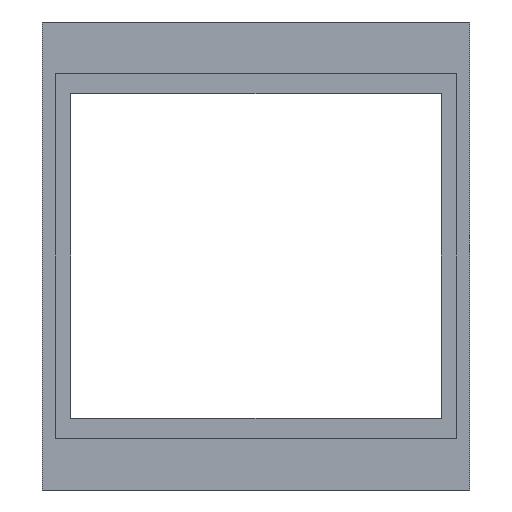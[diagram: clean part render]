
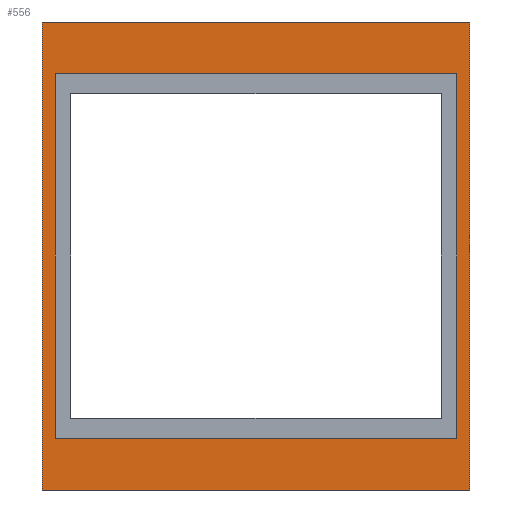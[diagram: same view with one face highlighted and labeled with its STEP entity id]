
A CAD part, front view. The second image highlights one B-rep face of the part: STEP entity #556.
In plain terms, the highlighted planar face has unit normal (0, -1, 0).
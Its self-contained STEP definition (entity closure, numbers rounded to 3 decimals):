
#542=AXIS2_PLACEMENT_3D('Plane Axis2P3D',#539,#540,#541) ;
#203=CARTESIAN_POINT('Vertex',(-52.25,224.,66.723)) ;
#206=CARTESIAN_POINT('Line Origine',(0.,224.,66.723)) ;
#210=CARTESIAN_POINT('Vertex',(52.25,224.,66.723)) ;
#250=CARTESIAN_POINT('Vertex',(52.25,224.,-47.577)) ;
#253=CARTESIAN_POINT('Line Origine',(0.,224.,-47.577)) ;
#257=CARTESIAN_POINT('Vertex',(-52.25,224.,-47.577)) ;
#319=CARTESIAN_POINT('Line Origine',(-52.25,224.,9.573)) ;
#343=CARTESIAN_POINT('Line Origine',(52.25,224.,9.573)) ;
#424=CARTESIAN_POINT('Vertex',(-49.,224.,-34.927)) ;
#427=CARTESIAN_POINT('Line Origine',(0.,224.,-34.927)) ;
#431=CARTESIAN_POINT('Vertex',(49.,224.,-34.927)) ;
#462=CARTESIAN_POINT('Vertex',(49.,224.,54.073)) ;
#465=CARTESIAN_POINT('Line Origine',(0.,224.,54.073)) ;
#469=CARTESIAN_POINT('Vertex',(-49.,224.,54.073)) ;
#496=CARTESIAN_POINT('Line Origine',(-49.,224.,9.573)) ;
#520=CARTESIAN_POINT('Line Origine',(49.,224.,9.573)) ;
#539=CARTESIAN_POINT('Axis2P3D Location',(0.,224.,66.723)) ;
#207=DIRECTION('Vector Direction',(1.,0.,0.)) ;
#254=DIRECTION('Vector Direction',(1.,0.,0.)) ;
#320=DIRECTION('Vector Direction',(0.,0.,1.)) ;
#344=DIRECTION('Vector Direction',(0.,0.,-1.)) ;
#428=DIRECTION('Vector Direction',(1.,0.,0.)) ;
#466=DIRECTION('Vector Direction',(1.,0.,0.)) ;
#497=DIRECTION('Vector Direction',(0.,0.,-1.)) ;
#521=DIRECTION('Vector Direction',(0.,0.,-1.)) ;
#540=DIRECTION('Axis2P3D Direction',(0.,-1.,0.)) ;
#541=DIRECTION('Axis2P3D XDirection',(0.,0.,-1.)) ;
#208=VECTOR('Line Direction',#207,1.) ;
#255=VECTOR('Line Direction',#254,1.) ;
#321=VECTOR('Line Direction',#320,1.) ;
#345=VECTOR('Line Direction',#344,1.) ;
#429=VECTOR('Line Direction',#428,1.) ;
#467=VECTOR('Line Direction',#466,1.) ;
#498=VECTOR('Line Direction',#497,1.) ;
#522=VECTOR('Line Direction',#521,1.) ;
#545=ORIENTED_EDGE('',*,*,#259,.T.) ;
#546=ORIENTED_EDGE('',*,*,#347,.F.) ;
#547=ORIENTED_EDGE('',*,*,#212,.F.) ;
#548=ORIENTED_EDGE('',*,*,#323,.T.) ;
#551=ORIENTED_EDGE('',*,*,#524,.T.) ;
#552=ORIENTED_EDGE('',*,*,#433,.F.) ;
#553=ORIENTED_EDGE('',*,*,#500,.F.) ;
#554=ORIENTED_EDGE('',*,*,#471,.T.) ;
#555=FACE_BOUND('',#550,.T.) ;
#556=ADVANCED_FACE('Mostrina',(#549,#555),#543,.T.) ;
#212=EDGE_CURVE('',#204,#211,#209,.T.) ;
#259=EDGE_CURVE('',#258,#251,#256,.T.) ;
#323=EDGE_CURVE('',#204,#258,#322,.F.) ;
#347=EDGE_CURVE('',#211,#251,#346,.T.) ;
#433=EDGE_CURVE('',#425,#432,#430,.T.) ;
#471=EDGE_CURVE('',#470,#463,#468,.T.) ;
#500=EDGE_CURVE('',#470,#425,#499,.T.) ;
#524=EDGE_CURVE('',#463,#432,#523,.T.) ;
#544=EDGE_LOOP('',(#545,#546,#547,#548)) ;
#550=EDGE_LOOP('',(#551,#552,#553,#554)) ;
#549=FACE_OUTER_BOUND('',#544,.T.) ;
#209=LINE('Line',#206,#208) ;
#256=LINE('Line',#253,#255) ;
#322=LINE('Line',#319,#321) ;
#346=LINE('Line',#343,#345) ;
#430=LINE('Line',#427,#429) ;
#468=LINE('Line',#465,#467) ;
#499=LINE('Line',#496,#498) ;
#523=LINE('Line',#520,#522) ;
#543=PLANE('',#542) ;
#204=VERTEX_POINT('',#203) ;
#211=VERTEX_POINT('',#210) ;
#251=VERTEX_POINT('',#250) ;
#258=VERTEX_POINT('',#257) ;
#425=VERTEX_POINT('',#424) ;
#432=VERTEX_POINT('',#431) ;
#463=VERTEX_POINT('',#462) ;
#470=VERTEX_POINT('',#469) ;
